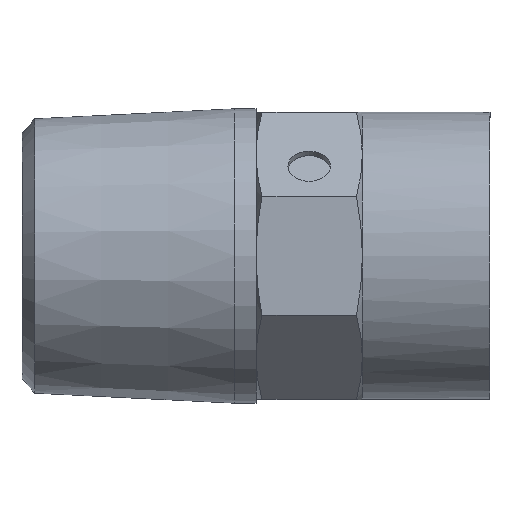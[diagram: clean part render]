
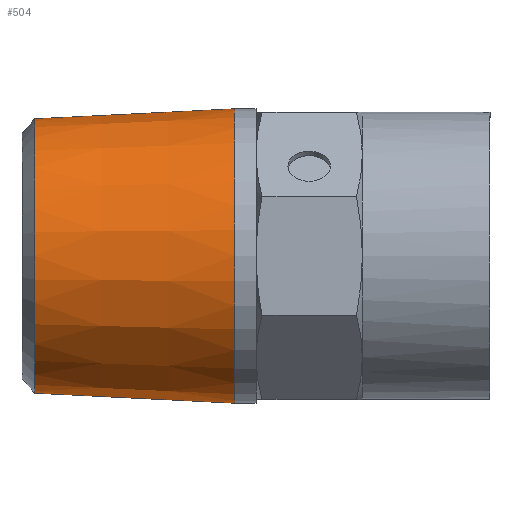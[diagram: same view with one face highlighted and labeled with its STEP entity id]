
A CAD part, top view. The second image highlights one B-rep face of the part: STEP entity #504.
In plain terms, the highlighted conical face has half-angle 2.862 degrees and reference radius 6.918 mm.
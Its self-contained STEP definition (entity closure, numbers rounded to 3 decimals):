
#94=CONICAL_SURFACE('',#579,6.918,0.05);
#209=ORIENTED_EDGE('',*,*,#294,.T.);
#210=ORIENTED_EDGE('',*,*,#293,.F.);
#293=EDGE_CURVE('',#336,#336,#363,.T.);
#294=EDGE_CURVE('',#337,#337,#364,.T.);
#336=VERTEX_POINT('',#957);
#337=VERTEX_POINT('',#960);
#363=CIRCLE('',#578,6.448);
#364=CIRCLE('',#580,6.918);
#401=EDGE_LOOP('',(#209));
#402=EDGE_LOOP('',(#210));
#449=FACE_BOUND('',#401,.T.);
#450=FACE_BOUND('',#402,.T.);
#504=ADVANCED_FACE('',(#449,#450),#94,.T.);
#578=AXIS2_PLACEMENT_3D('',#956,#704,#705);
#579=AXIS2_PLACEMENT_3D('',#958,#706,#707);
#580=AXIS2_PLACEMENT_3D('',#959,#708,#709);
#704=DIRECTION('',(-1.,0.,0.));
#705=DIRECTION('',(0.,-1.,0.));
#706=DIRECTION('',(1.,0.,0.));
#707=DIRECTION('',(0.,1.,0.));
#708=DIRECTION('',(-1.,0.,0.));
#709=DIRECTION('',(0.,-1.,0.));
#956=CARTESIAN_POINT('',(-10.973,0.,0.));
#957=CARTESIAN_POINT('',(-10.973,-6.448,0.));
#958=CARTESIAN_POINT('',(-1.567,0.,0.));
#959=CARTESIAN_POINT('',(-1.567,0.,0.));
#960=CARTESIAN_POINT('',(-1.567,-6.918,0.));
